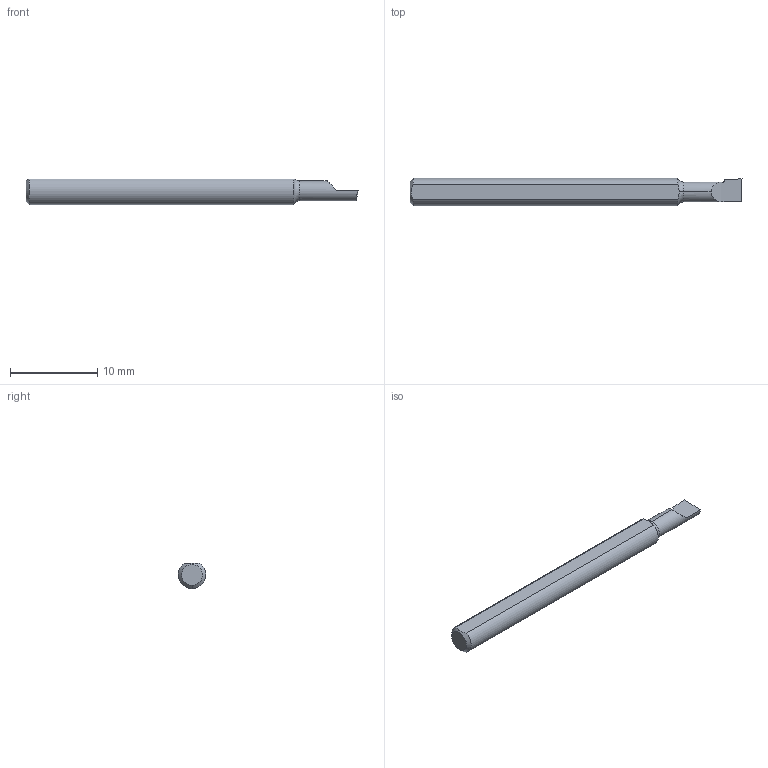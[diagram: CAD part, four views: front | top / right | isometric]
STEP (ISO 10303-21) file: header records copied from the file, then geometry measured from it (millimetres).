
FILE_DESCRIPTION (( 'STEP AP203' ), '1' );
FILE_NAME ('210201-BB102.STEP', '2024-04-17T20:57:02', ( '' ), ( '' ), 'SwSTEP 2.0', 'SolidWorks 2022', '' );
FILE_SCHEMA (( 'CONFIG_CONTROL_DESIGN' ));
Length unit declared in the file: inch
Products named in the file (1): 210201-BB102
Bounding box: 38.1 x 3.17 x 2.91 mm (x, y, z)
Volume: 257.8 mm3; surface area: 363.6 mm2
Topology: 1 solids, 1 shells, 17 faces, 43 edges, 28 vertices
Faces by surface type: plane 8, cylinder 4, torus 3, cone 2
Entity records: 610 total; most frequent: CARTESIAN_POINT 129, ORIENTED_EDGE 86, DIRECTION 84, EDGE_CURVE 43, AXIS2_PLACEMENT_3D 33, VERTEX_POINT 28, VECTOR 18, LINE 18
